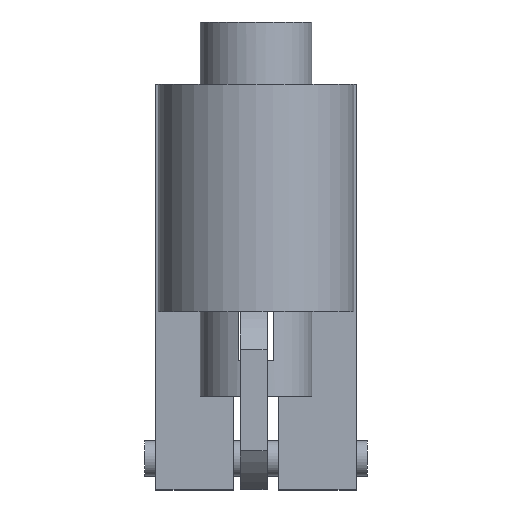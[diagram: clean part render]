
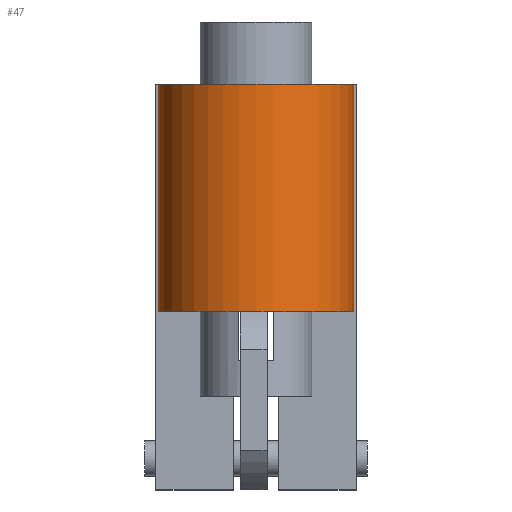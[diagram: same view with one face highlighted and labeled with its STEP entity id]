
A CAD part, top view. The second image highlights one B-rep face of the part: STEP entity #47.
In plain terms, the highlighted cylindrical face has radius 11 mm (diameter 22 mm), a partial arc.
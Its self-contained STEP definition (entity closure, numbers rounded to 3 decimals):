
#47 = ADVANCED_FACE('',(#48),#93,.T.);
#48 = FACE_BOUND('',#49,.F.);
#49 = EDGE_LOOP('',(#50,#61,#69,#78,#87));
#50 = ORIENTED_EDGE('',*,*,#51,.F.);
#51 = EDGE_CURVE('',#52,#54,#56,.T.);
#52 = VERTEX_POINT('',#53);
#53 = CARTESIAN_POINT('',(10.428,0.,9.5));
#54 = VERTEX_POINT('',#55);
#55 = CARTESIAN_POINT('',(-10.428,0.,9.5));
#56 = CIRCLE('',#57,11.);
#57 = AXIS2_PLACEMENT_3D('',#58,#59,#60);
#58 = CARTESIAN_POINT('',(0.,0.,13.));
#59 = DIRECTION('',(0.,-1.,0.));
#60 = DIRECTION('',(1.,0.,0.));
#61 = ORIENTED_EDGE('',*,*,#62,.T.);
#62 = EDGE_CURVE('',#52,#63,#65,.T.);
#63 = VERTEX_POINT('',#64);
#64 = CARTESIAN_POINT('',(10.428,-25.5,9.5));
#65 = LINE('',#66,#67);
#66 = CARTESIAN_POINT('',(10.428,0.,9.5));
#67 = VECTOR('',#68,1.);
#68 = DIRECTION('',(0.,-1.,0.));
#69 = ORIENTED_EDGE('',*,*,#70,.F.);
#70 = EDGE_CURVE('',#71,#63,#73,.T.);
#71 = VERTEX_POINT('',#72);
#72 = CARTESIAN_POINT('',(0.,-25.5,24.));
#73 = CIRCLE('',#74,11.);
#74 = AXIS2_PLACEMENT_3D('',#75,#76,#77);
#75 = CARTESIAN_POINT('',(0.,-25.5,13.));
#76 = DIRECTION('',(0.,1.,0.));
#77 = DIRECTION('',(1.,0.,0.));
#78 = ORIENTED_EDGE('',*,*,#79,.F.);
#79 = EDGE_CURVE('',#80,#71,#82,.T.);
#80 = VERTEX_POINT('',#81);
#81 = CARTESIAN_POINT('',(-10.428,-25.5,9.5));
#82 = CIRCLE('',#83,11.);
#83 = AXIS2_PLACEMENT_3D('',#84,#85,#86);
#84 = CARTESIAN_POINT('',(0.,-25.5,13.));
#85 = DIRECTION('',(0.,1.,0.));
#86 = DIRECTION('',(1.,0.,0.));
#87 = ORIENTED_EDGE('',*,*,#88,.F.);
#88 = EDGE_CURVE('',#54,#80,#89,.T.);
#89 = LINE('',#90,#91);
#90 = CARTESIAN_POINT('',(-10.428,0.,9.5));
#91 = VECTOR('',#92,1.);
#92 = DIRECTION('',(0.,-1.,0.));
#93 = CYLINDRICAL_SURFACE('',#94,11.);
#94 = AXIS2_PLACEMENT_3D('',#95,#96,#97);
#95 = CARTESIAN_POINT('',(0.,0.,13.));
#96 = DIRECTION('',(0.,1.,0.));
#97 = DIRECTION('',(1.,0.,0.));
